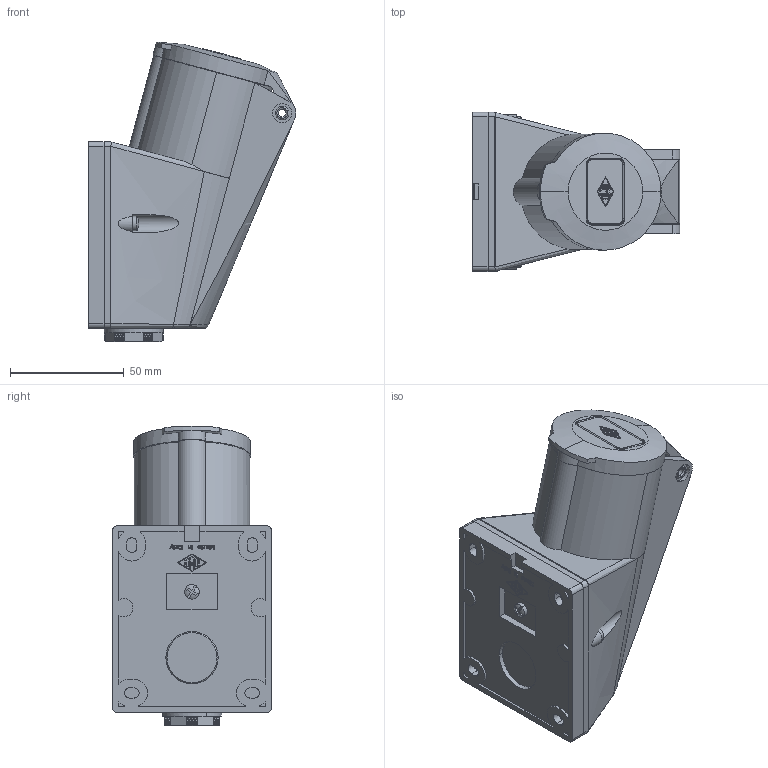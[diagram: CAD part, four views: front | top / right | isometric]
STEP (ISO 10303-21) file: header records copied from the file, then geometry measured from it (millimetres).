
FILE_DESCRIPTION(('Creo Elements/Direct Modeling STEP Export'),'2;1');
FILE_NAME('3g6gu5h5tdnunbu2304','2023-10-27T15:58:58',(''),(''),'Creo Elements/Direct Modeling STEP processor for AP214 (Solid Model)','Creo Elements/Direct Modeling 20.1D 10-Oct-2020 (C) Parametric Technology GmbH','');
FILE_SCHEMA(('AUTOMOTIVE_DESIGN { 1 0 10303 214 1 1 1 1 }'));
Length unit declared in the file: millimetre
Products named in the file (3): COPERCHIO; CUSTODIA; PE_1693_PP
Assembly tree (2 placements, depth 2):
  PE_1693_PP
    CUSTODIA
    COPERCHIO
Bounding box: 91.37 x 70 x 131.88 mm (x, y, z)
Volume: 327199.6 mm3; surface area: 68387.2 mm2
Topology: 2 solids, 2 shells, 1172 faces, 3284 edges, 2189 vertices
Faces by surface type: plane 838, cylinder 273, torus 30, cone 16, bspline 9, revolution 6
Entity records: 56676 total; most frequent: CARTESIAN_POINT 17433, ORIENTED_EDGE 6568, DIRECTION 5623, EDGE_CURVE 3284, VECTOR 2362, LINE 2362, VERTEX_POINT 2189, AXIS2_PLACEMENT_3D 1630
